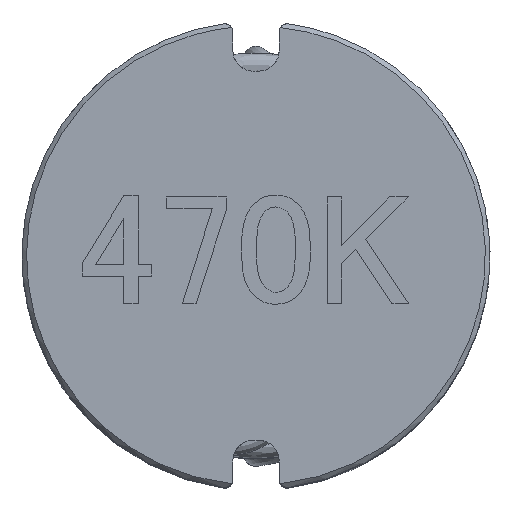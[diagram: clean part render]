
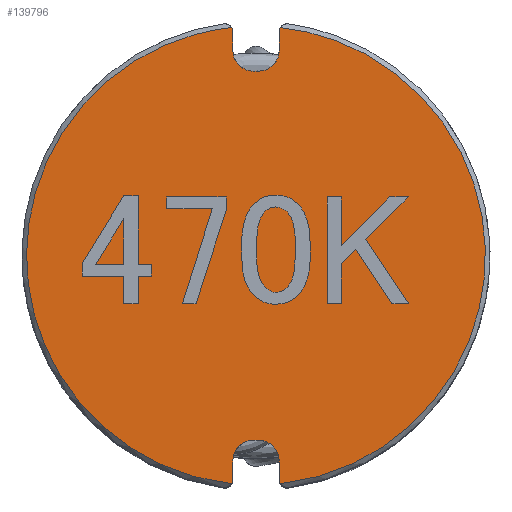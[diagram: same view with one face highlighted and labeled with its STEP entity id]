
A CAD part, top view. The second image highlights one B-rep face of the part: STEP entity #139796.
In plain terms, the highlighted free-form (B-spline) face has degree [1, 1] with [2, 2] control points.
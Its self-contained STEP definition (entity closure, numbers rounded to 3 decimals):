
#138734=CARTESIAN_POINT('',(-0.5,4.43,0.));
#138735=VERTEX_POINT('',#138734);
#138736=CARTESIAN_POINT('',(-0.05,3.98,0.));
#138737=VERTEX_POINT('',#138736);
#138738=CARTESIAN_POINT('',(-0.5,4.43,0.));
#138739=CARTESIAN_POINT('',(-0.5,3.98,0.));
#138740=CARTESIAN_POINT('',(-0.05,3.98,0.));
#138741=(BOUNDED_CURVE()B_SPLINE_CURVE(2,(#138738,#138739,#138740),.CIRCULAR_ARC.,.F.,.U.)B_SPLINE_CURVE_WITH_KNOTS((3,3),(0.,1.),.UNSPECIFIED.)CURVE()GEOMETRIC_REPRESENTATION_ITEM()RATIONAL_B_SPLINE_CURVE((1.,0.707,1.))REPRESENTATION_ITEM(''));
#138742=EDGE_CURVE('',#138735,#138737,#138741,.T.);
#138812=CARTESIAN_POINT('',(0.05,3.98,0.));
#138813=VERTEX_POINT('',#138812);
#138814=CARTESIAN_POINT('',(-0.05,3.98,0.));
#138815=CARTESIAN_POINT('',(0.05,3.98,0.));
#138816=B_SPLINE_CURVE_WITH_KNOTS('',1,(#138814,#138815),.POLYLINE_FORM.,.F.,.U.,(2,2),(0.,1.),.UNSPECIFIED.);
#138817=EDGE_CURVE('',#138737,#138813,#138816,.T.);
#138870=CARTESIAN_POINT('',(0.5,4.43,0.));
#138871=VERTEX_POINT('',#138870);
#138872=CARTESIAN_POINT('',(0.05,3.98,0.));
#138873=CARTESIAN_POINT('',(0.5,3.98,0.));
#138874=CARTESIAN_POINT('',(0.5,4.43,0.));
#138875=(BOUNDED_CURVE()B_SPLINE_CURVE(2,(#138872,#138873,#138874),.CIRCULAR_ARC.,.F.,.U.)B_SPLINE_CURVE_WITH_KNOTS((3,3),(0.,1.),.UNSPECIFIED.)CURVE()GEOMETRIC_REPRESENTATION_ITEM()RATIONAL_B_SPLINE_CURVE((1.,0.707,1.))REPRESENTATION_ITEM(''));
#138876=EDGE_CURVE('',#138813,#138871,#138875,.T.);
#138934=CARTESIAN_POINT('',(0.5,-4.43,0.));
#138935=VERTEX_POINT('',#138934);
#138936=CARTESIAN_POINT('',(0.05,-3.98,0.));
#138937=VERTEX_POINT('',#138936);
#138938=CARTESIAN_POINT('',(0.5,-4.43,0.));
#138939=CARTESIAN_POINT('',(0.5,-3.98,0.));
#138940=CARTESIAN_POINT('',(0.05,-3.98,0.));
#138941=(BOUNDED_CURVE()B_SPLINE_CURVE(2,(#138938,#138939,#138940),.CIRCULAR_ARC.,.F.,.U.)B_SPLINE_CURVE_WITH_KNOTS((3,3),(0.,1.),.UNSPECIFIED.)CURVE()GEOMETRIC_REPRESENTATION_ITEM()RATIONAL_B_SPLINE_CURVE((1.,0.707,1.))REPRESENTATION_ITEM(''));
#138942=EDGE_CURVE('',#138935,#138937,#138941,.T.);
#138972=CARTESIAN_POINT('',(-0.05,-3.98,0.));
#138973=VERTEX_POINT('',#138972);
#138974=CARTESIAN_POINT('',(0.05,-3.98,0.));
#138975=CARTESIAN_POINT('',(-0.05,-3.98,0.));
#138976=B_SPLINE_CURVE_WITH_KNOTS('',1,(#138974,#138975),.POLYLINE_FORM.,.F.,.U.,(2,2),(0.,1.),.UNSPECIFIED.);
#138977=EDGE_CURVE('',#138937,#138973,#138976,.T.);
#139002=CARTESIAN_POINT('',(-0.5,-4.43,0.));
#139003=VERTEX_POINT('',#139002);
#139004=CARTESIAN_POINT('',(-0.05,-3.98,0.));
#139005=CARTESIAN_POINT('',(-0.5,-3.98,0.));
#139006=CARTESIAN_POINT('',(-0.5,-4.43,0.));
#139007=(BOUNDED_CURVE()B_SPLINE_CURVE(2,(#139004,#139005,#139006),.CIRCULAR_ARC.,.F.,.U.)B_SPLINE_CURVE_WITH_KNOTS((3,3),(0.,1.),.UNSPECIFIED.)CURVE()GEOMETRIC_REPRESENTATION_ITEM()RATIONAL_B_SPLINE_CURVE((1.,0.707,1.))REPRESENTATION_ITEM(''));
#139008=EDGE_CURVE('',#138973,#139003,#139007,.T.);
#139216=CARTESIAN_POINT('',(0.5,4.834,0.));
#139217=VERTEX_POINT('',#139216);
#139218=CARTESIAN_POINT('',(0.525,4.922,0.));
#139219=VERTEX_POINT('',#139218);
#139220=CARTESIAN_POINT('',(0.5,4.834,0.));
#139221=CARTESIAN_POINT('',(0.5,4.881,0.));
#139222=CARTESIAN_POINT('',(0.525,4.922,0.));
#139223=(BOUNDED_CURVE()B_SPLINE_CURVE(2,(#139220,#139221,#139222),.UNSPECIFIED.,.F.,.U.)B_SPLINE_CURVE_WITH_KNOTS((3,3),(0.,0.329),.UNSPECIFIED.)CURVE()GEOMETRIC_REPRESENTATION_ITEM()RATIONAL_B_SPLINE_CURVE((1.,0.887,0.848))REPRESENTATION_ITEM(''));
#139224=EDGE_CURVE('',#139217,#139219,#139223,.T.);
#139294=CARTESIAN_POINT('',(-0.5,4.834,0.));
#139295=VERTEX_POINT('',#139294);
#139296=CARTESIAN_POINT('',(-0.525,4.922,0.));
#139297=VERTEX_POINT('',#139296);
#139298=CARTESIAN_POINT('',(-0.5,4.834,0.));
#139299=CARTESIAN_POINT('',(-0.5,4.881,0.));
#139300=CARTESIAN_POINT('',(-0.525,4.922,0.));
#139301=(BOUNDED_CURVE()B_SPLINE_CURVE(2,(#139298,#139299,#139300),.UNSPECIFIED.,.F.,.U.)B_SPLINE_CURVE_WITH_KNOTS((3,3),(0.,0.329),.UNSPECIFIED.)CURVE()GEOMETRIC_REPRESENTATION_ITEM()RATIONAL_B_SPLINE_CURVE((1.,0.887,0.848))REPRESENTATION_ITEM(''));
#139302=EDGE_CURVE('',#139295,#139297,#139301,.T.);
#139372=CARTESIAN_POINT('',(0.5,-4.834,0.));
#139373=VERTEX_POINT('',#139372);
#139374=CARTESIAN_POINT('',(0.525,-4.922,0.));
#139375=VERTEX_POINT('',#139374);
#139376=CARTESIAN_POINT('',(0.5,-4.834,0.));
#139377=CARTESIAN_POINT('',(0.5,-4.881,0.));
#139378=CARTESIAN_POINT('',(0.525,-4.922,0.));
#139379=(BOUNDED_CURVE()B_SPLINE_CURVE(2,(#139376,#139377,#139378),.UNSPECIFIED.,.F.,.U.)B_SPLINE_CURVE_WITH_KNOTS((3,3),(0.,0.329),.UNSPECIFIED.)CURVE()GEOMETRIC_REPRESENTATION_ITEM()RATIONAL_B_SPLINE_CURVE((1.,0.887,0.848))REPRESENTATION_ITEM(''));
#139380=EDGE_CURVE('',#139373,#139375,#139379,.T.);
#139450=CARTESIAN_POINT('',(-0.5,-4.834,0.));
#139451=VERTEX_POINT('',#139450);
#139452=CARTESIAN_POINT('',(-0.525,-4.922,0.));
#139453=VERTEX_POINT('',#139452);
#139454=CARTESIAN_POINT('',(-0.5,-4.834,0.));
#139455=CARTESIAN_POINT('',(-0.5,-4.881,0.));
#139456=CARTESIAN_POINT('',(-0.525,-4.922,0.));
#139457=(BOUNDED_CURVE()B_SPLINE_CURVE(2,(#139454,#139455,#139456),.UNSPECIFIED.,.F.,.U.)B_SPLINE_CURVE_WITH_KNOTS((3,3),(0.,0.329),.UNSPECIFIED.)CURVE()GEOMETRIC_REPRESENTATION_ITEM()RATIONAL_B_SPLINE_CURVE((1.,0.887,0.848))REPRESENTATION_ITEM(''));
#139458=EDGE_CURVE('',#139451,#139453,#139457,.T.);
#139743=CARTESIAN_POINT('',(-14.85,14.85,0.));
#139744=CARTESIAN_POINT('',(-14.85,-14.85,0.));
#139745=CARTESIAN_POINT('',(14.85,14.85,0.));
#139746=CARTESIAN_POINT('',(14.85,-14.85,0.));
#139747=B_SPLINE_SURFACE_WITH_KNOTS('',1,1,((#139743,#139744),(#139745,#139746)),.PLANE_SURF.,.F.,.F.,.U.,(2,2),(2,2),(-1.,2.),(-1.,2.),.UNSPECIFIED.);
#139748=ORIENTED_EDGE('',*,*,#139458,.T.);
#139749=CARTESIAN_POINT('',(-0.525,-4.922,0.));
#139750=CARTESIAN_POINT('',(-4.95,-4.45,0.));
#139751=CARTESIAN_POINT('',(-4.95,0.,0.));
#139752=CARTESIAN_POINT('',(-4.95,4.45,0.));
#139753=CARTESIAN_POINT('',(-0.525,4.922,0.));
#139754=(BOUNDED_CURVE()B_SPLINE_CURVE(2,(#139749,#139750,#139751,#139752,#139753),.CIRCULAR_ARC.,.F.,.U.)B_SPLINE_CURVE_WITH_KNOTS((3,2,3),(0.268,0.5,0.732),.UNSPECIFIED.)CURVE()GEOMETRIC_REPRESENTATION_ITEM()RATIONAL_B_SPLINE_CURVE((0.96,0.729,1.,0.729,0.96))REPRESENTATION_ITEM(''));
#139755=EDGE_CURVE('',#139453,#139297,#139754,.T.);
#139756=ORIENTED_EDGE('',*,*,#139755,.T.);
#139757=ORIENTED_EDGE('',*,*,#139302,.F.);
#139758=CARTESIAN_POINT('',(-0.5,4.834,0.));
#139759=CARTESIAN_POINT('',(-0.5,4.43,0.));
#139760=B_SPLINE_CURVE_WITH_KNOTS('',1,(#139758,#139759),.POLYLINE_FORM.,.F.,.U.,(2,2),(0.322,1.),.UNSPECIFIED.);
#139761=EDGE_CURVE('',#139295,#138735,#139760,.T.);
#139762=ORIENTED_EDGE('',*,*,#139761,.T.);
#139763=ORIENTED_EDGE('',*,*,#138742,.T.);
#139764=ORIENTED_EDGE('',*,*,#138817,.T.);
#139765=ORIENTED_EDGE('',*,*,#138876,.T.);
#139766=CARTESIAN_POINT('',(0.5,4.43,0.));
#139767=CARTESIAN_POINT('',(0.5,4.834,0.));
#139768=B_SPLINE_CURVE_WITH_KNOTS('',1,(#139766,#139767),.POLYLINE_FORM.,.F.,.U.,(2,2),(0.,0.678),.UNSPECIFIED.);
#139769=EDGE_CURVE('',#138871,#139217,#139768,.T.);
#139770=ORIENTED_EDGE('',*,*,#139769,.T.);
#139771=ORIENTED_EDGE('',*,*,#139224,.T.);
#139772=CARTESIAN_POINT('',(0.525,-4.922,0.));
#139773=CARTESIAN_POINT('',(4.95,-4.45,0.));
#139774=CARTESIAN_POINT('',(4.95,0.,0.));
#139775=CARTESIAN_POINT('',(4.95,4.45,0.));
#139776=CARTESIAN_POINT('',(0.525,4.922,0.));
#139777=(BOUNDED_CURVE()B_SPLINE_CURVE(2,(#139772,#139773,#139774,#139775,#139776),.CIRCULAR_ARC.,.F.,.U.)B_SPLINE_CURVE_WITH_KNOTS((3,2,3),(0.002,0.5,0.998),.UNSPECIFIED.)CURVE()GEOMETRIC_REPRESENTATION_ITEM()RATIONAL_B_SPLINE_CURVE((0.998,0.743,1.,0.743,0.998))REPRESENTATION_ITEM(''));
#139778=EDGE_CURVE('',#139375,#139219,#139777,.T.);
#139779=ORIENTED_EDGE('',*,*,#139778,.F.);
#139780=ORIENTED_EDGE('',*,*,#139380,.F.);
#139781=CARTESIAN_POINT('',(0.5,-4.834,0.));
#139782=CARTESIAN_POINT('',(0.5,-4.43,0.));
#139783=B_SPLINE_CURVE_WITH_KNOTS('',1,(#139781,#139782),.POLYLINE_FORM.,.F.,.U.,(2,2),(0.322,1.),.UNSPECIFIED.);
#139784=EDGE_CURVE('',#139373,#138935,#139783,.T.);
#139785=ORIENTED_EDGE('',*,*,#139784,.T.);
#139786=ORIENTED_EDGE('',*,*,#138942,.T.);
#139787=ORIENTED_EDGE('',*,*,#138977,.T.);
#139788=ORIENTED_EDGE('',*,*,#139008,.T.);
#139789=CARTESIAN_POINT('',(-0.5,-4.43,0.));
#139790=CARTESIAN_POINT('',(-0.5,-4.834,0.));
#139791=B_SPLINE_CURVE_WITH_KNOTS('',1,(#139789,#139790),.POLYLINE_FORM.,.F.,.U.,(2,2),(0.,0.678),.UNSPECIFIED.);
#139792=EDGE_CURVE('',#139003,#139451,#139791,.T.);
#139793=ORIENTED_EDGE('',*,*,#139792,.T.);
#139794=EDGE_LOOP('',(#139748,#139756,#139757,#139762,#139763,#139764,#139765,#139770,#139771,#139779,#139780,#139785,#139786,#139787,#139788,#139793));
#139795=FACE_OUTER_BOUND('',#139794,.F.);
#139796=ADVANCED_FACE('',(#139795),#139747,.F.);
